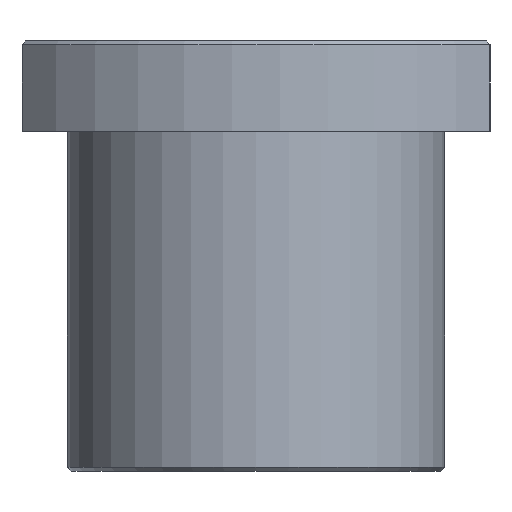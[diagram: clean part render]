
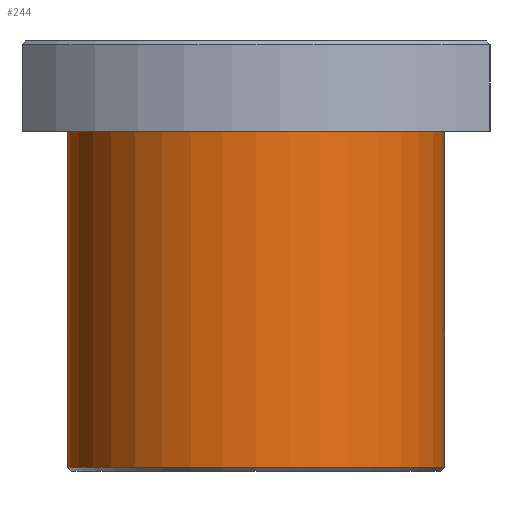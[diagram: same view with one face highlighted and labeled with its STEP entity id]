
A CAD part, front view. The second image highlights one B-rep face of the part: STEP entity #244.
In plain terms, the highlighted cylindrical face has radius 25 mm (diameter 50 mm), a full revolution.
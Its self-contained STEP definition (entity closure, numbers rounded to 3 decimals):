
#196=CYLINDRICAL_SURFACE('',#2423,25.);
#208=CIRCLE('',#2421,25.);
#209=CIRCLE('',#2422,25.);
#244=ADVANCED_FACE('',(#638,#639),#196,.T.);
#638=FACE_BOUND('',#729,.T.);
#639=FACE_BOUND('',#730,.T.);
#729=EDGE_LOOP('',(#988));
#730=EDGE_LOOP('',(#989));
#988=ORIENTED_EDGE('',*,*,#1838,.T.);
#989=ORIENTED_EDGE('',*,*,#1839,.F.);
#1618=VERTEX_POINT('',#3510);
#1619=VERTEX_POINT('',#3512);
#1838=EDGE_CURVE('',#1618,#1618,#208,.T.);
#1839=EDGE_CURVE('',#1619,#1619,#209,.T.);
#2421=AXIS2_PLACEMENT_3D('',#3509,#2622,#2623);
#2422=AXIS2_PLACEMENT_3D('',#3511,#2624,#2625);
#2423=AXIS2_PLACEMENT_3D('',#3513,#2626,#2627);
#2622=DIRECTION('',(0.,0.,1.));
#2623=DIRECTION('',(-1.,0.,0.));
#2624=DIRECTION('',(0.,0.,1.));
#2625=DIRECTION('',(1.,0.,0.));
#2626=DIRECTION('',(0.,0.,-1.));
#2627=DIRECTION('',(1.,0.,0.));
#3509=CARTESIAN_POINT('',(0.,0.,-56.5));
#3510=CARTESIAN_POINT('',(-25.,0.,-56.5));
#3511=CARTESIAN_POINT('',(0.,0.,-12.));
#3512=CARTESIAN_POINT('',(25.,0.,-12.));
#3513=CARTESIAN_POINT('',(0.,0.,0.));
